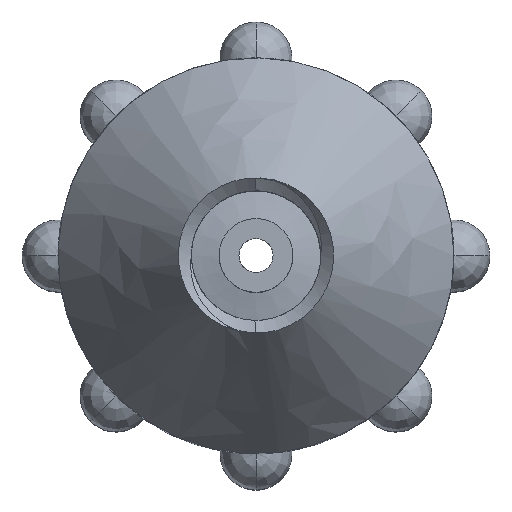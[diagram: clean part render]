
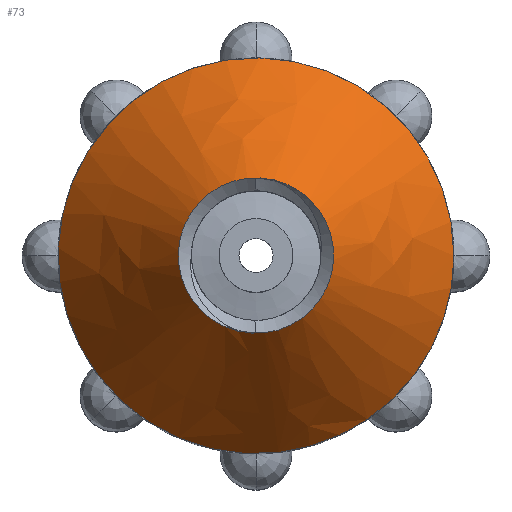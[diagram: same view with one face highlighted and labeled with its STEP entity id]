
A CAD part, top view. The second image highlights one B-rep face of the part: STEP entity #73.
In plain terms, the highlighted free-form (B-spline) face has degree [3, 2] with [4, 9] control points.
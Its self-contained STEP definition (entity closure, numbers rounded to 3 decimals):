
#73=ADVANCED_FACE('',(#134),#1029,.T.);
#134=FACE_OUTER_BOUND('',#198,.T.);
#198=EDGE_LOOP('',(#444,#445,#446,#447,#448));
#444=ORIENTED_EDGE('',*,*,#660,.T.);
#445=ORIENTED_EDGE('',*,*,#649,.T.);
#446=ORIENTED_EDGE('',*,*,#650,.T.);
#447=ORIENTED_EDGE('',*,*,#660,.F.);
#448=ORIENTED_EDGE('',*,*,#643,.T.);
#643=EDGE_CURVE('',#991,#991,#894,.T.);
#649=EDGE_CURVE('',#1005,#1004,#841,.T.);
#650=EDGE_CURVE('',#1004,#1005,#842,.T.);
#660=EDGE_CURVE('',#991,#1005,#782,.T.);
#782=(
BOUNDED_CURVE()
B_SPLINE_CURVE(3,(#11412,#11413,#11414,#11415),.UNSPECIFIED.,.F.,.F.)
B_SPLINE_CURVE_WITH_KNOTS((4,4),(0.,13.204),.UNSPECIFIED.)
CURVE()
GEOMETRIC_REPRESENTATION_ITEM()
RATIONAL_B_SPLINE_CURVE((1.,1.,1.,1.))
REPRESENTATION_ITEM('')
);
#841=TRIMMED_CURVE($,#899,(#10839),(#10840),.T.,.CARTESIAN.);
#842=TRIMMED_CURVE($,#900,(#10842),(#10843),.T.,.CARTESIAN.);
#894=CIRCLE('',#1239,4.318);
#899=CIRCLE('',#1244,11.);
#900=CIRCLE('',#1245,11.);
#991=VERTEX_POINT('',#8306);
#1004=VERTEX_POINT('',#8319);
#1005=VERTEX_POINT('',#8320);
#1029=(
BOUNDED_SURFACE()
B_SPLINE_SURFACE(3,2,((#7392,#7393,#7394,#7395,#7396,#7397,#7398,#7399,
#7400),(#7401,#7402,#7403,#7404,#7405,#7406,#7407,#7408,#7409),(#7410,#7411,
#7412,#7413,#7414,#7415,#7416,#7417,#7418),(#7419,#7420,#7421,#7422,#7423,
#7424,#7425,#7426,#7427)),.UNSPECIFIED.,.F.,.F.,.F.)
B_SPLINE_SURFACE_WITH_KNOTS((4,4),(3,2,2,2,3),(0.,13.204),(-88.,
-66.,-44.,-22.,0.),.UNSPECIFIED.)
GEOMETRIC_REPRESENTATION_ITEM()
RATIONAL_B_SPLINE_SURFACE(((1.,0.707,1.,0.707,1.,
0.707,1.,0.707,1.),(1.,0.707,1.,0.707,
1.,0.707,1.,0.707,1.),(1.,0.707,1.,
0.707,1.,0.707,1.,0.707,1.),(1.,0.707,
1.,0.707,1.,0.707,1.,0.707,1.)))
REPRESENTATION_ITEM('')
SURFACE()
);
#1239=AXIS2_PLACEMENT_3D($,#10821,#1373,#1374);
#1244=AXIS2_PLACEMENT_3D($,#10838,#1383,#1384);
#1245=AXIS2_PLACEMENT_3D($,#10841,#1385,#1386);
#1373=DIRECTION('',(0.,0.,-1.));
#1374=DIRECTION('',(0.113,-0.994,0.));
#1383=DIRECTION('',(0.,0.,1.));
#1384=DIRECTION('',(0.113,-0.994,0.));
#1385=DIRECTION('',(0.,0.,1.));
#1386=DIRECTION('',(1.,0.,0.));
#7392=CARTESIAN_POINT('',(0.488,-4.29,22.222));
#7393=CARTESIAN_POINT('',(4.779,-3.802,22.222));
#7394=CARTESIAN_POINT('',(4.29,0.488,22.222));
#7395=CARTESIAN_POINT('',(3.802,4.779,22.222));
#7396=CARTESIAN_POINT('',(-0.488,4.29,22.222));
#7397=CARTESIAN_POINT('',(-4.779,3.802,22.222));
#7398=CARTESIAN_POINT('',(-4.29,-0.488,22.222));
#7399=CARTESIAN_POINT('',(-3.802,-4.779,22.222));
#7400=CARTESIAN_POINT('',(0.488,-4.29,22.222));
#7401=CARTESIAN_POINT('',(0.74,-6.503,19.148));
#7402=CARTESIAN_POINT('',(7.244,-5.763,19.148));
#7403=CARTESIAN_POINT('',(6.503,0.74,19.148));
#7404=CARTESIAN_POINT('',(5.763,7.244,19.148));
#7405=CARTESIAN_POINT('',(-0.74,6.503,19.148));
#7406=CARTESIAN_POINT('',(-7.244,5.763,19.148));
#7407=CARTESIAN_POINT('',(-6.503,-0.74,19.148));
#7408=CARTESIAN_POINT('',(-5.763,-7.244,19.148));
#7409=CARTESIAN_POINT('',(0.74,-6.503,19.148));
#7410=CARTESIAN_POINT('',(0.992,-8.716,16.074));
#7411=CARTESIAN_POINT('',(9.709,-7.724,16.074));
#7412=CARTESIAN_POINT('',(8.716,0.992,16.074));
#7413=CARTESIAN_POINT('',(7.724,9.709,16.074));
#7414=CARTESIAN_POINT('',(-0.992,8.716,16.074));
#7415=CARTESIAN_POINT('',(-9.709,7.724,16.074));
#7416=CARTESIAN_POINT('',(-8.716,-0.992,16.074));
#7417=CARTESIAN_POINT('',(-7.724,-9.709,16.074));
#7418=CARTESIAN_POINT('',(0.992,-8.716,16.074));
#7419=CARTESIAN_POINT('',(1.244,-10.929,13.));
#7420=CARTESIAN_POINT('',(12.174,-9.685,13.));
#7421=CARTESIAN_POINT('',(10.929,1.244,13.));
#7422=CARTESIAN_POINT('',(9.685,12.174,13.));
#7423=CARTESIAN_POINT('',(-1.244,10.929,13.));
#7424=CARTESIAN_POINT('',(-12.174,9.685,13.));
#7425=CARTESIAN_POINT('',(-10.929,-1.244,13.));
#7426=CARTESIAN_POINT('',(-9.685,-12.174,13.));
#7427=CARTESIAN_POINT('',(1.244,-10.929,13.));
#8306=CARTESIAN_POINT('',(0.488,-4.29,22.222));
#8319=CARTESIAN_POINT('',(11.,0.,13.));
#8320=CARTESIAN_POINT('',(1.244,-10.929,13.));
#10821=CARTESIAN_POINT('',(0.,0.,22.222));
#10838=CARTESIAN_POINT('',(0.,0.,13.));
#10839=CARTESIAN_POINT('',(1.244,-10.929,13.));
#10840=CARTESIAN_POINT('',(11.,0.,13.));
#10841=CARTESIAN_POINT('',(0.,0.,13.));
#10842=CARTESIAN_POINT('',(11.,0.,13.));
#10843=CARTESIAN_POINT('',(1.244,-10.929,13.));
#11412=CARTESIAN_POINT('',(0.488,-4.29,22.222));
#11413=CARTESIAN_POINT('',(0.74,-6.503,19.148));
#11414=CARTESIAN_POINT('',(0.992,-8.716,16.074));
#11415=CARTESIAN_POINT('',(1.244,-10.929,13.));
